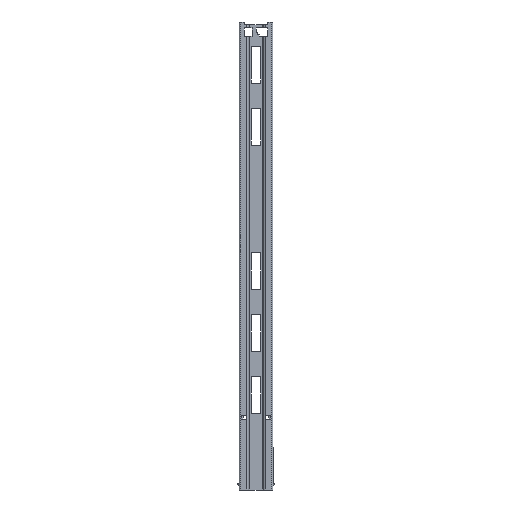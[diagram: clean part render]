
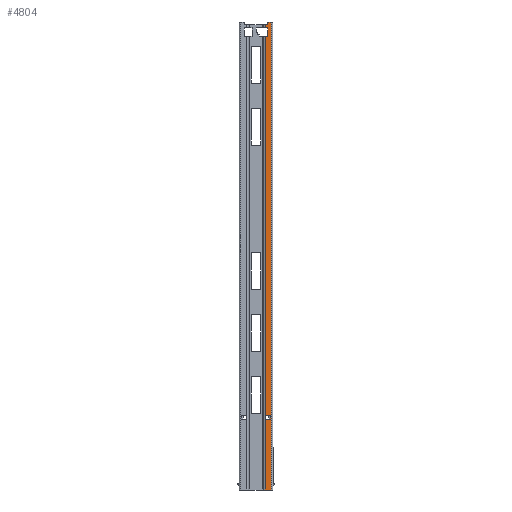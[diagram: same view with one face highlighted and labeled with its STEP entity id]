
A CAD part, left-side view. The second image highlights one B-rep face of the part: STEP entity #4804.
In plain terms, the highlighted planar face has unit normal (-1, 0, 0).
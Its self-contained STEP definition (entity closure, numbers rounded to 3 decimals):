
#101 = LINE ( 'NONE', #5549, #5731 ) ;
#126 = CARTESIAN_POINT ( 'NONE',  ( -2.8, -3.5, 468.2 ) ) ;
#128 = VECTOR ( 'NONE', #6004, 1000. ) ;
#162 = CARTESIAN_POINT ( 'NONE',  ( -2.8, -9.519, 483. ) ) ;
#209 = CARTESIAN_POINT ( 'NONE',  ( -2.8, -10., 73. ) ) ;
#261 = CARTESIAN_POINT ( 'NONE',  ( -2.8, -14.5, 483. ) ) ;
#331 = VERTEX_POINT ( 'NONE', #3347 ) ;
#347 = DIRECTION ( 'NONE',  ( 0., 0., -1. ) ) ;
#383 = CARTESIAN_POINT ( 'NONE',  ( -2.8, -9.519, 480.4 ) ) ;
#402 = EDGE_CURVE ( 'NONE', #4244, #331, #4147, .T. ) ;
#453 = ORIENTED_EDGE ( 'NONE', *, *, #402, .F. ) ;
#539 = VECTOR ( 'NONE', #1676, 1000. ) ;
#548 = VERTEX_POINT ( 'NONE', #2034 ) ;
#759 = VECTOR ( 'NONE', #1973, 1000. ) ;
#780 = PLANE ( 'NONE',  #4913 ) ;
#837 = ORIENTED_EDGE ( 'NONE', *, *, #3991, .F. ) ;
#885 = EDGE_CURVE ( 'NONE', #6361, #2274, #3957, .T. ) ;
#914 = ORIENTED_EDGE ( 'NONE', *, *, #1160, .F. ) ;
#956 = LINE ( 'NONE', #126, #1857 ) ;
#1160 = EDGE_CURVE ( 'NONE', #2283, #4244, #6579, .T. ) ;
#1238 = EDGE_LOOP ( 'NONE', ( #5125, #453, #914, #4426, #2695, #1458, #6482, #2462, #1461, #837 ) ) ;
#1340 = VERTEX_POINT ( 'NONE', #2524 ) ;
#1458 = ORIENTED_EDGE ( 'NONE', *, *, #2401, .T. ) ;
#1461 = ORIENTED_EDGE ( 'NONE', *, *, #3515, .F. ) ;
#1567 = DIRECTION ( 'NONE',  ( 0., 0., -1. ) ) ;
#1602 = VERTEX_POINT ( 'NONE', #3201 ) ;
#1629 = ORIENTED_EDGE ( 'NONE', *, *, #3848, .F. ) ;
#1676 = DIRECTION ( 'NONE',  ( 0., 0., -1. ) ) ;
#1771 = CARTESIAN_POINT ( 'NONE',  ( -2.8, -14.5, 77. ) ) ;
#1784 = VERTEX_POINT ( 'NONE', #1771 ) ;
#1852 = LINE ( 'NONE', #6117, #5364 ) ;
#1857 = VECTOR ( 'NONE', #3759, 1000. ) ;
#1878 = VERTEX_POINT ( 'NONE', #2812 ) ;
#1885 = DIRECTION ( 'NONE',  ( 1., 0., 0. ) ) ;
#1973 = DIRECTION ( 'NONE',  ( 0., 1., 0. ) ) ;
#2034 = CARTESIAN_POINT ( 'NONE',  ( -2.8, -10., 77. ) ) ;
#2079 = LINE ( 'NONE', #162, #539 ) ;
#2129 = CARTESIAN_POINT ( 'NONE',  ( -2.8, 12.2, 480.4 ) ) ;
#2170 = CARTESIAN_POINT ( 'NONE',  ( -2.8, -12.2, 483. ) ) ;
#2180 = VERTEX_POINT ( 'NONE', #383 ) ;
#2245 = CARTESIAN_POINT ( 'NONE',  ( -2.8, -12.2, 468.2 ) ) ;
#2274 = VERTEX_POINT ( 'NONE', #6622 ) ;
#2283 = VERTEX_POINT ( 'NONE', #3602 ) ;
#2291 = CARTESIAN_POINT ( 'NONE',  ( -2.8, -9.519, 483. ) ) ;
#2303 = DIRECTION ( 'NONE',  ( 0., 0., -1. ) ) ;
#2401 = EDGE_CURVE ( 'NONE', #6505, #1878, #4015, .T. ) ;
#2451 = EDGE_CURVE ( 'NONE', #4921, #2283, #956, .T. ) ;
#2462 = ORIENTED_EDGE ( 'NONE', *, *, #885, .F. ) ;
#2502 = DIRECTION ( 'NONE',  ( 0., 1., 0. ) ) ;
#2524 = CARTESIAN_POINT ( 'NONE',  ( -2.8, -12.2, 480.4 ) ) ;
#2642 = VECTOR ( 'NONE', #2303, 1000. ) ;
#2651 = EDGE_CURVE ( 'NONE', #4921, #6505, #1852, .T. ) ;
#2695 = ORIENTED_EDGE ( 'NONE', *, *, #2651, .T. ) ;
#2762 = DIRECTION ( 'NONE',  ( 0., 0., 1. ) ) ;
#2789 = FACE_OUTER_BOUND ( 'NONE', #1238, .T. ) ;
#2812 = CARTESIAN_POINT ( 'NONE',  ( -2.8, -15.733, 0. ) ) ;
#2877 = LINE ( 'NONE', #3528, #128 ) ;
#2892 = CARTESIAN_POINT ( 'NONE',  ( -2.8, -14.5, 73. ) ) ;
#3119 = VECTOR ( 'NONE', #6328, 1000. ) ;
#3139 = DIRECTION ( 'NONE',  ( 0., -1., 0. ) ) ;
#3176 = DIRECTION ( 'NONE',  ( 0., -1., 0. ) ) ;
#3201 = CARTESIAN_POINT ( 'NONE',  ( -2.8, -10., 73. ) ) ;
#3250 = CARTESIAN_POINT ( 'NONE',  ( -2.8, -15.733, 483. ) ) ;
#3284 = EDGE_CURVE ( 'NONE', #2274, #1878, #5679, .T. ) ;
#3285 = EDGE_CURVE ( 'NONE', #2180, #331, #2079, .T. ) ;
#3347 = CARTESIAN_POINT ( 'NONE',  ( -2.8, -9.519, 476.9 ) ) ;
#3360 = VECTOR ( 'NONE', #5753, 1000. ) ;
#3422 = VECTOR ( 'NONE', #5810, 1000. ) ;
#3515 = EDGE_CURVE ( 'NONE', #1340, #6361, #4485, .T. ) ;
#3528 = CARTESIAN_POINT ( 'NONE',  ( -2.8, -13., 73. ) ) ;
#3602 = CARTESIAN_POINT ( 'NONE',  ( -2.8, -12.2, 468.2 ) ) ;
#3666 = LINE ( 'NONE', #209, #3422 ) ;
#3756 = EDGE_CURVE ( 'NONE', #1784, #6188, #5352, .T. ) ;
#3759 = DIRECTION ( 'NONE',  ( 0., -1., 0. ) ) ;
#3848 = EDGE_CURVE ( 'NONE', #1602, #6188, #2877, .T. ) ;
#3943 = CARTESIAN_POINT ( 'NONE',  ( -2.8, -9.519, 0. ) ) ;
#3957 = LINE ( 'NONE', #2291, #4585 ) ;
#3991 = EDGE_CURVE ( 'NONE', #2180, #1340, #6074, .T. ) ;
#4015 = LINE ( 'NONE', #4711, #6652 ) ;
#4029 = ORIENTED_EDGE ( 'NONE', *, *, #3756, .T. ) ;
#4095 = VECTOR ( 'NONE', #2762, 1000. ) ;
#4111 = DIRECTION ( 'NONE',  ( 0., 0., 1. ) ) ;
#4147 = LINE ( 'NONE', #4547, #759 ) ;
#4222 = CARTESIAN_POINT ( 'NONE',  ( -2.8, -12.2, 476.9 ) ) ;
#4240 = VECTOR ( 'NONE', #4111, 1000. ) ;
#4244 = VERTEX_POINT ( 'NONE', #4222 ) ;
#4426 = ORIENTED_EDGE ( 'NONE', *, *, #2451, .F. ) ;
#4485 = LINE ( 'NONE', #4574, #4240 ) ;
#4547 = CARTESIAN_POINT ( 'NONE',  ( -2.8, -12.2, 476.9 ) ) ;
#4574 = CARTESIAN_POINT ( 'NONE',  ( -2.8, -12.2, 485.6 ) ) ;
#4585 = VECTOR ( 'NONE', #3139, 1000. ) ;
#4711 = CARTESIAN_POINT ( 'NONE',  ( -2.8, -9.519, 0. ) ) ;
#4781 = ORIENTED_EDGE ( 'NONE', *, *, #5467, .F. ) ;
#4804 = ADVANCED_FACE ( 'NONE', ( #5258, #2789 ), #780, .F. ) ;
#4913 = AXIS2_PLACEMENT_3D ( 'NONE', #5410, #1885, #347 ) ;
#4921 = VERTEX_POINT ( 'NONE', #6077 ) ;
#5063 = ORIENTED_EDGE ( 'NONE', *, *, #5829, .F. ) ;
#5125 = ORIENTED_EDGE ( 'NONE', *, *, #3285, .T. ) ;
#5258 = FACE_BOUND ( 'NONE', #5511, .T. ) ;
#5352 = LINE ( 'NONE', #261, #2642 ) ;
#5364 = VECTOR ( 'NONE', #1567, 1000. ) ;
#5410 = CARTESIAN_POINT ( 'NONE',  ( -2.8, -9.519, 483. ) ) ;
#5467 = EDGE_CURVE ( 'NONE', #548, #1602, #3666, .T. ) ;
#5511 = EDGE_LOOP ( 'NONE', ( #5063, #4029, #1629, #4781 ) ) ;
#5549 = CARTESIAN_POINT ( 'NONE',  ( -2.8, -13., 77. ) ) ;
#5679 = LINE ( 'NONE', #3250, #3119 ) ;
#5731 = VECTOR ( 'NONE', #2502, 1000. ) ;
#5753 = DIRECTION ( 'NONE',  ( 0., -1., 0. ) ) ;
#5810 = DIRECTION ( 'NONE',  ( 0., 0., -1. ) ) ;
#5829 = EDGE_CURVE ( 'NONE', #1784, #548, #101, .T. ) ;
#6004 = DIRECTION ( 'NONE',  ( 0., -1., 0. ) ) ;
#6074 = LINE ( 'NONE', #2129, #3360 ) ;
#6077 = CARTESIAN_POINT ( 'NONE',  ( -2.8, -9.519, 468.2 ) ) ;
#6117 = CARTESIAN_POINT ( 'NONE',  ( -2.8, -9.519, 483. ) ) ;
#6188 = VERTEX_POINT ( 'NONE', #2892 ) ;
#6328 = DIRECTION ( 'NONE',  ( 0., 0., -1. ) ) ;
#6361 = VERTEX_POINT ( 'NONE', #2170 ) ;
#6482 = ORIENTED_EDGE ( 'NONE', *, *, #3284, .F. ) ;
#6505 = VERTEX_POINT ( 'NONE', #3943 ) ;
#6579 = LINE ( 'NONE', #2245, #4095 ) ;
#6622 = CARTESIAN_POINT ( 'NONE',  ( -2.8, -15.733, 483. ) ) ;
#6652 = VECTOR ( 'NONE', #3176, 1000. ) ;
